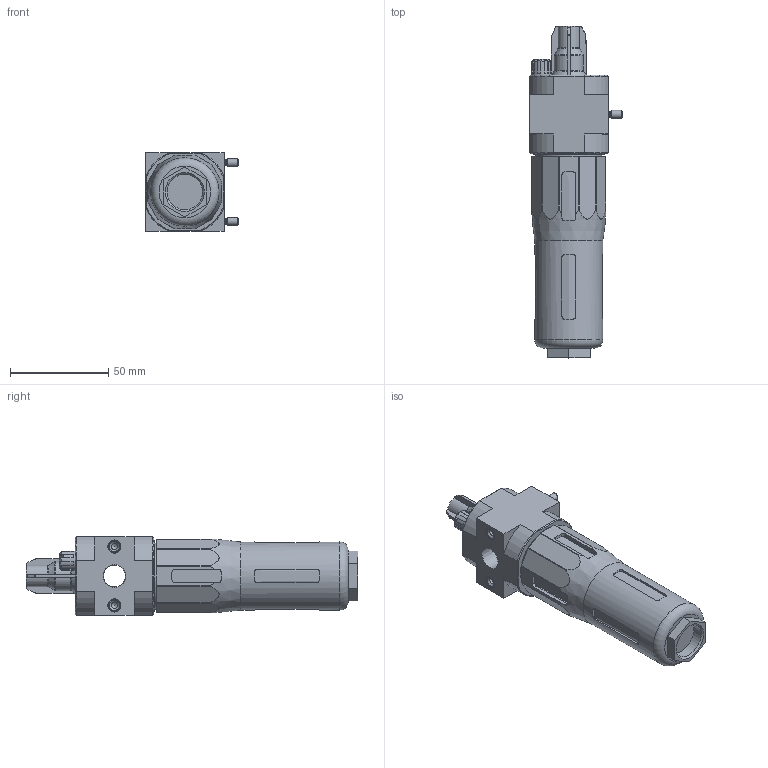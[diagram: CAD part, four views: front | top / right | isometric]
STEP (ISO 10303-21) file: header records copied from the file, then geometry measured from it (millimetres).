
FILE_DESCRIPTION(/* description */ ('STEP AP214'),/* implementation_level */ '2;1');
FILE_NAME(/* name */ '192575_LOE-D-MINI',/* time_stamp */ '2024-09-04T19:22:31+02:00',/* author */ ('License CC BY-ND 4.0'),/* organization */ ('CADENAS'),/* preprocessor_version */ 'ST-DEVELOPER v19.3',/* originating_system */ 'PARTsolutions',/* authorisation */ ' ');
FILE_SCHEMA (('AUTOMOTIVE_DESIGN {1 0 10303 214 3 1 1}'));
Length unit declared in the file: millimetre
Products named in the file (3): 192575 LOE-D-MINI; 123582 LOE-D-MINI; 355622 FRB-D-MINI
Assembly tree (3 placements, depth 2):
  192575 LOE-D-MINI
    123582 LOE-D-MINI
    355622 FRB-D-MINI  x2
Bounding box: 47.3 x 169 x 40 mm (x, y, z)
Volume: 152391.9 mm3; surface area: 44973.4 mm2
Topology: 3 solids, 3 shells, 352 faces, 1007 edges, 657 vertices
Faces by surface type: plane 179, cylinder 96, cone 49, torus 28
Full cylindrical faces by diameter (mm): 2.9 x2, 3.2 x1, 3.242 x2, 3.6 x1, 3.8 x1, 4 x2, 5.2 x2, 6 x2, 10 x1, 15.9 x1, 18 x1, 32.7 x1, 34.7 x1, 34.8 x1, 36 x1
Entity records: 13642 total; most frequent: CARTESIAN_POINT 2739, ORIENTED_EDGE 1854, DIRECTION 1676, EDGE_CURVE 927, AXIS2_PLACEMENT_3D 647, VERTEX_POINT 630, FACE_BOUND 421, EDGE_LOOP 420
